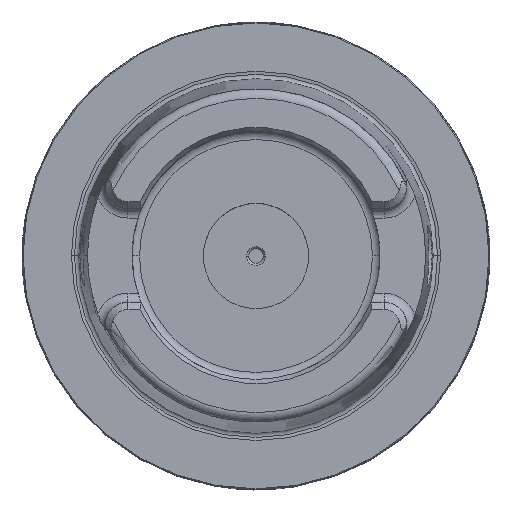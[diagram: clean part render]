
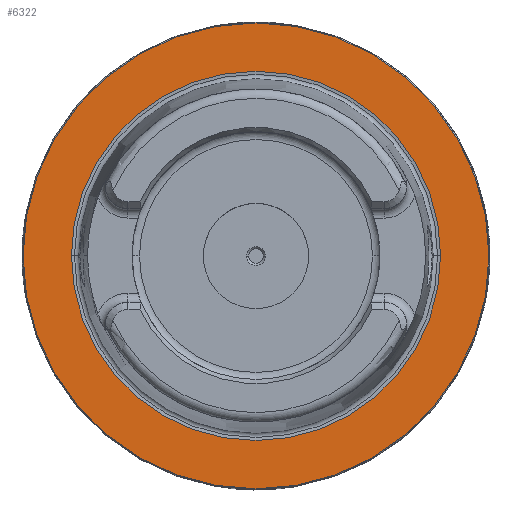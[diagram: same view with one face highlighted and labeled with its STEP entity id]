
A CAD part, top view. The second image highlights one B-rep face of the part: STEP entity #6322.
In plain terms, the highlighted planar face has unit normal (0, 0, 1).
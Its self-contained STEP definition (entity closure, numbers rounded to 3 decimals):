
#2079=CARTESIAN_POINT('',(0.,0.,0.));
#2080=DIRECTION('',(0.,0.,1.));
#2081=DIRECTION('',(1.,0.,0.));
#2082=AXIS2_PLACEMENT_3D('',#2079,#2080,#2081);
#2095=CARTESIAN_POINT('',(0.,0.,0.));
#2096=DIRECTION('',(0.,0.,-1.));
#2097=DIRECTION('',(1.,0.,0.));
#2098=AXIS2_PLACEMENT_3D('',#2095,#2096,#2097);
#2117=CARTESIAN_POINT('',(0.,0.,0.));
#2118=DIRECTION('',(0.,0.,1.));
#2119=DIRECTION('',(1.,0.,0.));
#2120=AXIS2_PLACEMENT_3D('',#2117,#2118,#2119);
#4538=CARTESIAN_POINT('',(0.,0.,0.));
#4539=DIRECTION('',(0.,0.,-1.));
#4540=DIRECTION('',(1.,0.,0.));
#4541=AXIS2_PLACEMENT_3D('',#4538,#4539,#4540);
#4622=CARTESIAN_POINT('',(39.464,0.,0.));
#4624=VERTEX_POINT('',#4622);
#4634=CARTESIAN_POINT('',(-39.464,0.,0.));
#4636=VERTEX_POINT('',#4634);
#4868=CARTESIAN_POINT('',(49.8,0.,0.));
#4869=CARTESIAN_POINT('',(-49.8,0.,0.));
#4870=VERTEX_POINT('',#4868);
#4871=VERTEX_POINT('',#4869);
#6306=CARTESIAN_POINT('',(0.,0.,0.));
#6307=DIRECTION('',(0.,0.,-1.));
#6308=DIRECTION('',(-1.,0.,0.));
#6309=AXIS2_PLACEMENT_3D('',#6306,#6307,#6308);
#6310=PLANE('',#6309);
#6311=ORIENTED_EDGE('',*,*,#6296,.F.);
#6313=ORIENTED_EDGE('',*,*,#6312,.T.);
#6314=EDGE_LOOP('',(#6311,#6313));
#6315=FACE_OUTER_BOUND('',#6314,.F.);
#6317=ORIENTED_EDGE('',*,*,#6316,.F.);
#6319=ORIENTED_EDGE('',*,*,#6318,.T.);
#6320=EDGE_LOOP('',(#6317,#6319));
#6321=FACE_BOUND('',#6320,.F.);
#2083=CIRCLE('',#2082,49.8);
#2099=CIRCLE('',#2098,39.464);
#2121=CIRCLE('',#2120,39.464);
#4542=CIRCLE('',#4541,49.8);
#6296=EDGE_CURVE('',#4870,#4871,#2083,.T.);
#6312=EDGE_CURVE('',#4870,#4871,#4542,.T.);
#6316=EDGE_CURVE('',#4624,#4636,#2099,.T.);
#6318=EDGE_CURVE('',#4624,#4636,#2121,.T.);
#6322=ADVANCED_FACE('',(#6315,#6321),#6310,.F.);
